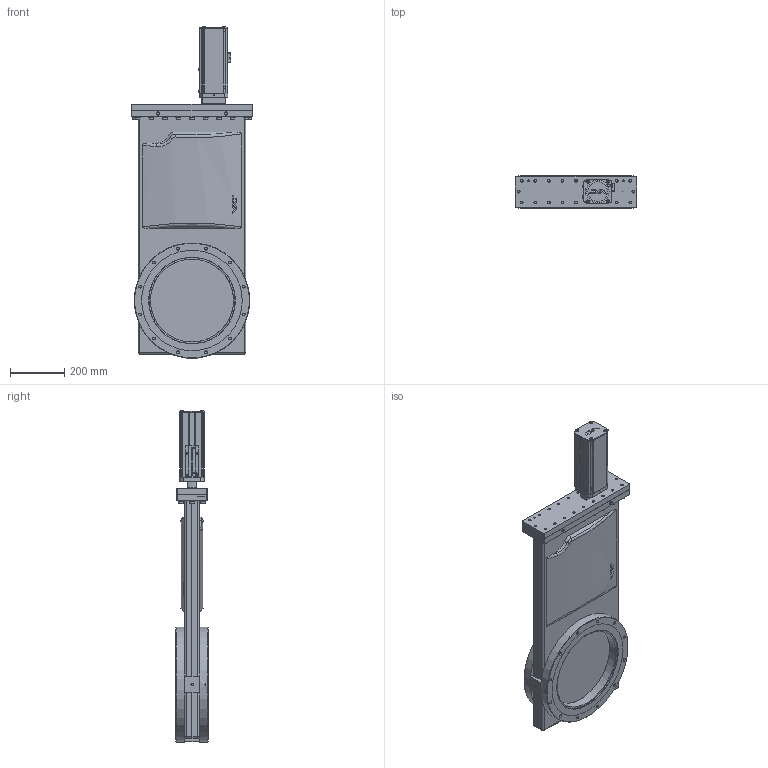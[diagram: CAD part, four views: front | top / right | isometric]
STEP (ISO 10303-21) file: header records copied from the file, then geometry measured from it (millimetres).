
FILE_DESCRIPTION(/* description */ (''),/* implementation_level */ '2;1');
FILE_NAME(/* name */ '1210851400_203.stp',/* time_stamp */ '2015-02-05T12:26:00+01:00',/* author */ (''),/* organization */ (''),/* preprocessor_version */ 'ST-DEVELOPER v11',/* originating_system */ 'SIEMENS PLM Software NX 7.5',/* authorisation */ '');
FILE_SCHEMA (('AP203_CONFIGURATION_CONTROLLED_3D_DESIGN_OF_MECHANICAL_PARTS_AND_ASSEMBLIES_MIM_LF'));
Length unit declared in the file: millimetre
Products named in the file (31): 65664-01.2_21277ID; 457464_21281ID; 457464_21272ID; 386293_21283ID; N-6024-538.1; 496677; n-6024-526; N-7100-014_2.1; 94828-01.1; N-7100-012_3.1; 85949-01.1; N-6024-571.1; 87172-01.1; 74628-01.3; 65313-01.1; 86824-01.2; 86827-01.3_21866ID; 86827-01.3_53721ID; 86831.2; 752549; n-6134-410; 218206.1; 752564; 496679; 94827-r1.1; 94226-01.2; 94239-r1.5; 752520_NX-ARRAGMNTMASSBILD; 386313_MODEL; 86830-r1_MODEL; 771798
Assembly tree (80 placements, depth 4):
  771798
    86830-r1_MODEL
      386313_MODEL
        386293_21283ID
        457464_21272ID
        457464_21281ID
      86831.2  x3
      86827-01.3_53721ID
      86827-01.3_21866ID
    752520_NX-ARRAGMNTMASSBILD
      86824-01.2
      65313-01.1
      74628-01.3
    752564
    94239-r1.5
      87172-01.1  x4
      N-6024-571.1  x4
      85949-01.1
      94226-01.2
        65664-01.2_21277ID
    94827-r1.1
      N-7100-012_3.1
      94828-01.1
      N-7100-014_2.1
      n-6024-526  x2
    218206.1  x20
    n-6134-410  x20
    752549
    496679
      496677
      N-6024-538.1  x4
Bounding box: 448 x 120 x 1222.36 mm (x, y, z)
Volume: 13110274.6 mm3; surface area: 2682691.1 mm2
Topology: 113 solids, 113 shells, 1762 faces, 4266 edges, 2829 vertices
Faces by surface type: plane 1011, cylinder 462, cone 127, extrusion 70, torus 40, bspline 34, sphere 18
Full cylindrical faces by diameter (mm): 0.4 x1, 2.125 x1, 2.5 x2, 2.65 x1, 3 x3, 3.3 x6, 4 x4, 4.2 x4, 4.3 x4, 4.35 x2, 4.4 x4, 4.5 x2, 4.6 x2, 5 x6, 5.2 x4, 5.9 x1, 5.99 x2, 6 x11, 6.25 x2, 6.6 x4, 7.05 x1, 7.982 x4, 8 x4, 8.36 x20, 8.4 x20, 8.5 x31, 8.611 x2, 9.1 x1, 10 x40, 10.15 x4
Entity records: 45217 total; most frequent: CARTESIAN_POINT 11189, ORIENTED_EDGE 5146, DIRECTION 4857, EDGE_CURVE 2573, VERTEX_POINT 1906, AXIS2_PLACEMENT_3D 1834, EDGE_LOOP 1642, VECTOR 1189
